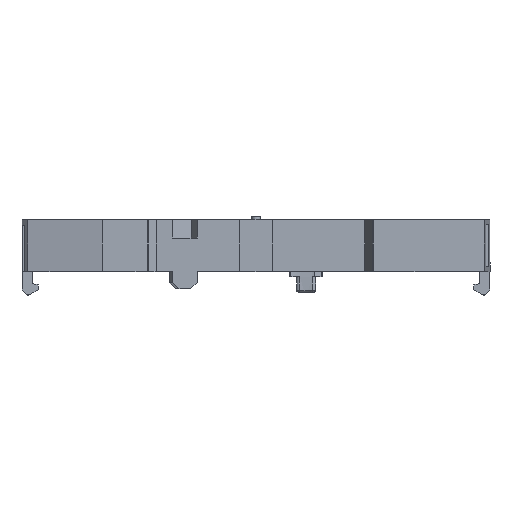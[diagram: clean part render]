
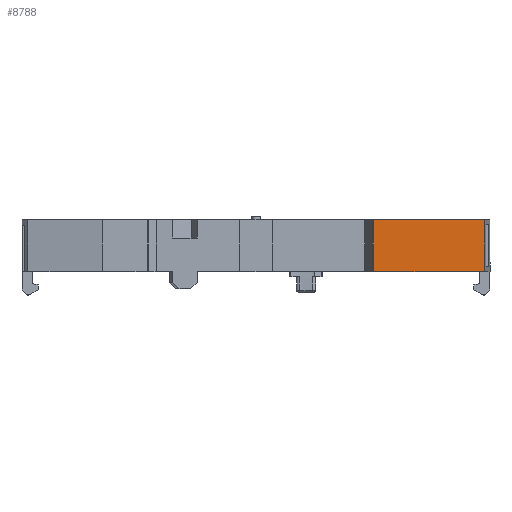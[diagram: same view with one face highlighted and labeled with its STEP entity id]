
A CAD part, front view. The second image highlights one B-rep face of the part: STEP entity #8788.
In plain terms, the highlighted planar face has unit normal (0, -1, 0).
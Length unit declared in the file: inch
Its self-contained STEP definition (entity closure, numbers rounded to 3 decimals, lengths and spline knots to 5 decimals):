
#308 = VERTEX_POINT ( 'NONE', #16475 ) ;
#420 = VERTEX_POINT ( 'NONE', #7808 ) ;
#425 = LINE ( 'NONE', #7003, #10702 ) ;
#638 = CARTESIAN_POINT ( 'NONE',  ( 0.80319, 0.01969, -4.20885 ) ) ;
#1774 = PLANE ( 'NONE',  #12973 ) ;
#2195 = VERTEX_POINT ( 'NONE', #3909 ) ;
#2682 = LINE ( 'NONE', #638, #3503 ) ;
#3503 = VECTOR ( 'NONE', #3877, 39.37008 ) ;
#3877 = DIRECTION ( 'NONE',  ( 0., 0., 1. ) ) ;
#3909 = CARTESIAN_POINT ( 'NONE',  ( 1.55512, 0.01969, 0.03937 ) ) ;
#4009 = VECTOR ( 'NONE', #7289, 39.37008 ) ;
#5560 = CARTESIAN_POINT ( 'NONE',  ( 0.80319, 0.01969, 0.03937 ) ) ;
#5583 = DIRECTION ( 'NONE',  ( -1., 0., 0. ) ) ;
#5688 = LINE ( 'NONE', #8801, #16134 ) ;
#7003 = CARTESIAN_POINT ( 'NONE',  ( 1.55512, 0.01969, -4.20885 ) ) ;
#7289 = DIRECTION ( 'NONE',  ( 1., 0., 0. ) ) ;
#7808 = CARTESIAN_POINT ( 'NONE',  ( 1.55512, 0.01969, -0.31496 ) ) ;
#7921 = EDGE_CURVE ( 'NONE', #19599, #2195, #17088, .T. ) ;
#8302 = ORIENTED_EDGE ( 'NONE', *, *, #21240, .F. ) ;
#8788 = ADVANCED_FACE ( 'NONE', ( #10059 ), #1774, .T. ) ;
#8801 = CARTESIAN_POINT ( 'NONE',  ( 1.55512, 0.01969, -0.31496 ) ) ;
#10059 = FACE_OUTER_BOUND ( 'NONE', #18810, .T. ) ;
#10700 = EDGE_CURVE ( 'NONE', #420, #2195, #425, .T. ) ;
#10702 = VECTOR ( 'NONE', #16915, 39.37008 ) ;
#11787 = DIRECTION ( 'NONE',  ( 1., 0., 0. ) ) ;
#12209 = EDGE_CURVE ( 'NONE', #308, #19599, #2682, .T. ) ;
#12973 = AXIS2_PLACEMENT_3D ( 'NONE', #13295, #18251, #11787 ) ;
#13295 = CARTESIAN_POINT ( 'NONE',  ( 0.80319, 0.01969, -4.20885 ) ) ;
#13479 = ORIENTED_EDGE ( 'NONE', *, *, #12209, .F. ) ;
#13719 = ORIENTED_EDGE ( 'NONE', *, *, #7921, .F. ) ;
#15422 = CARTESIAN_POINT ( 'NONE',  ( 0.80319, 0.01969, 0.03937 ) ) ;
#16134 = VECTOR ( 'NONE', #5583, 39.37008 ) ;
#16475 = CARTESIAN_POINT ( 'NONE',  ( 0.80319, 0.01969, -0.31496 ) ) ;
#16915 = DIRECTION ( 'NONE',  ( 0., 0., 1. ) ) ;
#17088 = LINE ( 'NONE', #5560, #4009 ) ;
#18251 = DIRECTION ( 'NONE',  ( 0., -1., 0. ) ) ;
#18810 = EDGE_LOOP ( 'NONE', ( #13479, #8302, #19996, #13719 ) ) ;
#19599 = VERTEX_POINT ( 'NONE', #15422 ) ;
#19996 = ORIENTED_EDGE ( 'NONE', *, *, #10700, .T. ) ;
#21240 = EDGE_CURVE ( 'NONE', #420, #308, #5688, .T. ) ;
